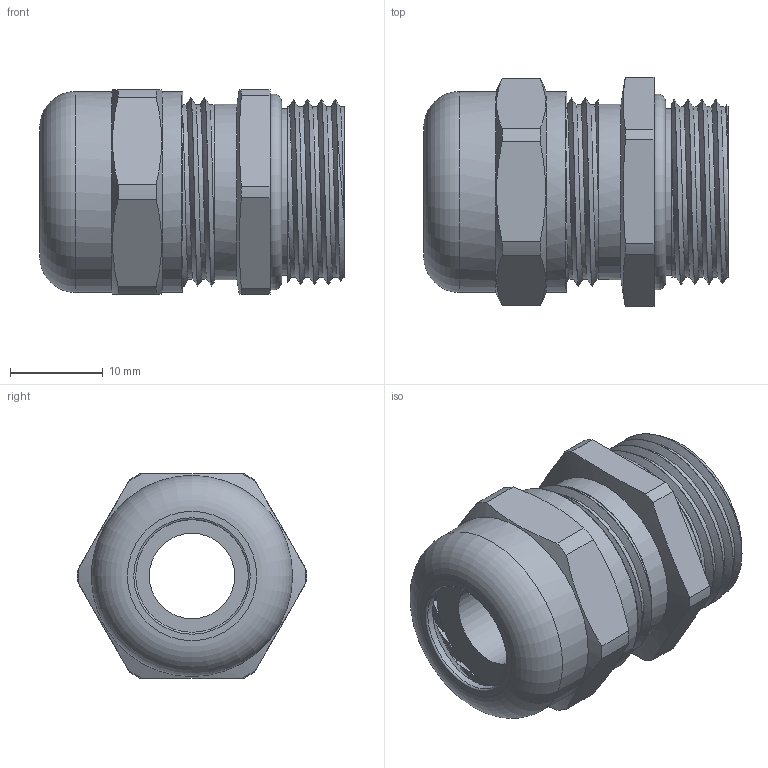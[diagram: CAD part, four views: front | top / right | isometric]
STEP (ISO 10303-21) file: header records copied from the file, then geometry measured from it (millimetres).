
FILE_DESCRIPTION(/* description */ ('Euro-Top M 20x1,5, KB: 5-9 mm'),/* implementation_level */ '2;1');
FILE_NAME(/* name */ '60180520-RST.stp',/* time_stamp */ '2019-12-04T13:39:07+01:00',/* author */ ('sl'),/* organization */ (''),/* preprocessor_version */ 'ST-DEVELOPER v16.5',/* originating_system */ 'Autodesk Inventor 2017',/* authorisation */ '');
FILE_SCHEMA (('AUTOMOTIVE_DESIGN { 1 0 10303 214 3 1 1 }'));
Length unit declared in the file: millimetre
Products named in the file (6): 60180520; 60080520; 60080520_1; 60180520_1; 60080520_2; 60080520_3
Assembly tree (5 placements, depth 2):
  60180520
    60080520
    60080520_1
    60180520_1
    60080520_2
    60080520_3
Bounding box: 32.81 x 24.7 x 22 mm (x, y, z)
Volume: 3810.8 mm3; surface area: 9036.8 mm2
Topology: 4 solids, 5 shells, 227 faces, 615 edges, 398 vertices
Faces by surface type: plane 106, cylinder 73, torus 22, cone 20, bspline 6
Full cylindrical faces by diameter (mm): 9.2 x1, 12.14 x1, 12.75 x1, 14.6 x2, 14.73 x3, 15.91 x1, 16 x1, 16.62 x1, 16.93 x1, 17.05 x1, 17.9 x1, 18.92 x1, 19.03 x1, 19.13 x4, 20.78 x1, 21.66 x2
Entity records: 9914 total; most frequent: CARTESIAN_POINT 4221, DIRECTION 1186, ORIENTED_EDGE 1104, EDGE_CURVE 552, AXIS2_PLACEMENT_3D 476, VERTEX_POINT 376, EDGE_LOOP 270, CIRCLE 244
